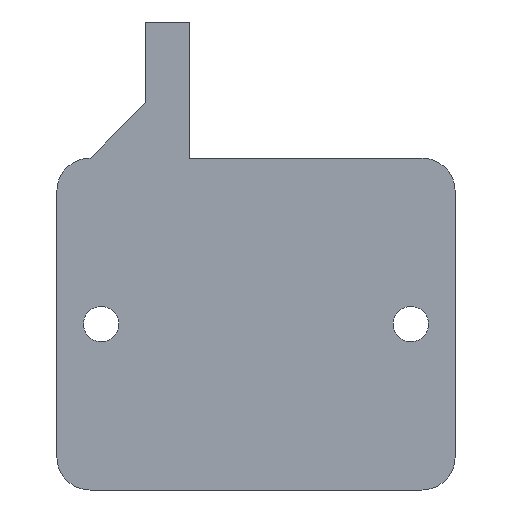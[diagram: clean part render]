
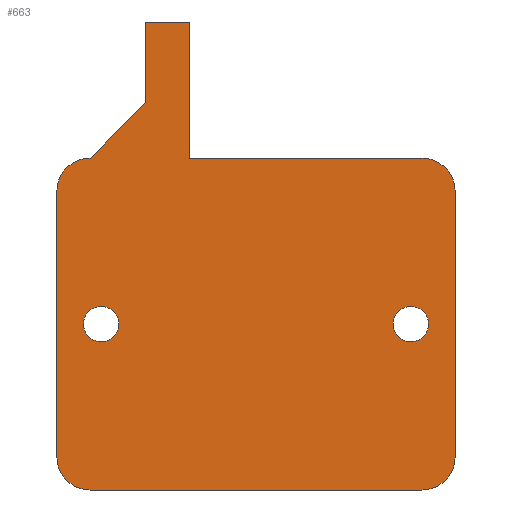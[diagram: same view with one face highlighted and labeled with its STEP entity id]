
A CAD part, left-side view. The second image highlights one B-rep face of the part: STEP entity #663.
In plain terms, the highlighted planar face has unit normal (-1, 0, 0).
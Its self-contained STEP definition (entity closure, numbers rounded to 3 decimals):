
#21=FACE_BOUND('',#222,.T.);
#22=FACE_BOUND('',#223,.T.);
#38=PLANE('',#748);
#50=LINE('',#1012,#105);
#60=LINE('',#1048,#115);
#74=LINE('',#1086,#129);
#80=LINE('',#1104,#135);
#84=LINE('',#1118,#139);
#90=LINE('',#1135,#145);
#91=LINE('',#1138,#146);
#92=LINE('',#1139,#147);
#105=VECTOR('',#810,10.);
#115=VECTOR('',#840,10.);
#129=VECTOR('',#876,10.);
#135=VECTOR('',#898,10.);
#139=VECTOR('',#914,10.);
#145=VECTOR('',#936,10.);
#146=VECTOR('',#939,10.);
#147=VECTOR('',#940,10.);
#180=FACE_OUTER_BOUND('',#221,.T.);
#221=EDGE_LOOP('',(#562,#563,#564,#565,#566,#567,#568,#569,#570,#571,#572,
#573));
#222=EDGE_LOOP('',(#574));
#223=EDGE_LOOP('',(#575));
#238=CIRCLE('',#698,1.6);
#253=CIRCLE('',#723,3.);
#256=CIRCLE('',#729,3.);
#257=CIRCLE('',#731,3.);
#261=CIRCLE('',#738,3.);
#264=CIRCLE('',#746,1.6);
#281=VERTEX_POINT('',#988);
#289=VERTEX_POINT('',#1009);
#290=VERTEX_POINT('',#1011);
#305=VERTEX_POINT('',#1045);
#306=VERTEX_POINT('',#1047);
#314=VERTEX_POINT('',#1073);
#315=VERTEX_POINT('',#1074);
#319=VERTEX_POINT('',#1084);
#320=VERTEX_POINT('',#1094);
#323=VERTEX_POINT('',#1102);
#326=VERTEX_POINT('',#1112);
#327=VERTEX_POINT('',#1117);
#330=VERTEX_POINT('',#1131);
#331=VERTEX_POINT('',#1137);
#344=EDGE_CURVE('',#281,#281,#238,.T.);
#355=EDGE_CURVE('',#290,#289,#50,.T.);
#373=EDGE_CURVE('',#306,#305,#60,.T.);
#386=EDGE_CURVE('',#314,#315,#253,.T.);
#392=EDGE_CURVE('',#314,#319,#74,.T.);
#396=EDGE_CURVE('',#306,#319,#256,.T.);
#397=EDGE_CURVE('',#320,#305,#257,.T.);
#402=EDGE_CURVE('',#320,#323,#80,.T.);
#406=EDGE_CURVE('',#326,#323,#261,.T.);
#409=EDGE_CURVE('',#315,#327,#84,.T.);
#416=EDGE_CURVE('',#330,#330,#264,.T.);
#418=EDGE_CURVE('',#326,#290,#90,.T.);
#419=EDGE_CURVE('',#289,#331,#91,.T.);
#420=EDGE_CURVE('',#331,#327,#92,.T.);
#562=ORIENTED_EDGE('',*,*,#386,.F.);
#563=ORIENTED_EDGE('',*,*,#392,.T.);
#564=ORIENTED_EDGE('',*,*,#396,.F.);
#565=ORIENTED_EDGE('',*,*,#373,.T.);
#566=ORIENTED_EDGE('',*,*,#397,.F.);
#567=ORIENTED_EDGE('',*,*,#402,.T.);
#568=ORIENTED_EDGE('',*,*,#406,.F.);
#569=ORIENTED_EDGE('',*,*,#418,.T.);
#570=ORIENTED_EDGE('',*,*,#355,.T.);
#571=ORIENTED_EDGE('',*,*,#419,.T.);
#572=ORIENTED_EDGE('',*,*,#420,.T.);
#573=ORIENTED_EDGE('',*,*,#409,.F.);
#574=ORIENTED_EDGE('',*,*,#344,.T.);
#575=ORIENTED_EDGE('',*,*,#416,.T.);
#663=ADVANCED_FACE('',(#180,#21,#22),#38,.T.);
#698=AXIS2_PLACEMENT_3D('',#989,#789,#790);
#723=AXIS2_PLACEMENT_3D('',#1075,#866,#867);
#729=AXIS2_PLACEMENT_3D('',#1092,#885,#886);
#731=AXIS2_PLACEMENT_3D('',#1095,#889,#890);
#738=AXIS2_PLACEMENT_3D('',#1113,#908,#909);
#746=AXIS2_PLACEMENT_3D('',#1132,#931,#932);
#748=AXIS2_PLACEMENT_3D('',#1136,#937,#938);
#789=DIRECTION('center_axis',(1.,0.,0.));
#790=DIRECTION('ref_axis',(0.,-1.,0.));
#810=DIRECTION('',(0.,0.,1.));
#840=DIRECTION('',(0.,-1.,0.));
#866=DIRECTION('center_axis',(1.,0.,0.));
#867=DIRECTION('ref_axis',(0.,0.707,0.707));
#876=DIRECTION('',(0.,0.,-1.));
#885=DIRECTION('center_axis',(1.,0.,0.));
#886=DIRECTION('ref_axis',(0.,0.707,-0.707));
#889=DIRECTION('center_axis',(1.,0.,0.));
#890=DIRECTION('ref_axis',(0.,-0.707,-0.707));
#898=DIRECTION('',(0.,0.,1.));
#908=DIRECTION('center_axis',(1.,0.,0.));
#909=DIRECTION('ref_axis',(0.,-0.707,0.707));
#914=DIRECTION('',(0.,-0.707,0.707));
#931=DIRECTION('center_axis',(1.,0.,0.));
#932=DIRECTION('ref_axis',(0.,-1.,0.));
#936=DIRECTION('',(0.,1.,0.));
#937=DIRECTION('center_axis',(-1.,0.,0.));
#938=DIRECTION('ref_axis',(0.,-1.,0.));
#939=DIRECTION('',(0.,1.,0.));
#940=DIRECTION('',(0.,0.,-1.));
#988=CARTESIAN_POINT('',(-5.,9.6,15.));
#989=CARTESIAN_POINT('Origin',(-5.,8.,15.));
#1009=CARTESIAN_POINT('',(-5.,0.,42.3));
#1011=CARTESIAN_POINT('',(-5.,0.,30.));
#1012=CARTESIAN_POINT('',(-5.,0.,0.));
#1045=CARTESIAN_POINT('',(-5.,-21.,0.));
#1047=CARTESIAN_POINT('',(-5.,9.,0.));
#1048=CARTESIAN_POINT('',(-5.,12.,0.));
#1073=CARTESIAN_POINT('',(-5.,12.,27.));
#1074=CARTESIAN_POINT('',(-5.,9.,30.));
#1075=CARTESIAN_POINT('Origin',(-5.,9.,27.));
#1084=CARTESIAN_POINT('',(-5.,12.,3.));
#1086=CARTESIAN_POINT('',(-5.,12.,30.));
#1092=CARTESIAN_POINT('Origin',(-5.,9.,3.));
#1094=CARTESIAN_POINT('',(-5.,-24.,3.));
#1095=CARTESIAN_POINT('Origin',(-5.,-21.,3.));
#1102=CARTESIAN_POINT('',(-5.,-24.,27.));
#1104=CARTESIAN_POINT('',(-5.,-24.,0.));
#1112=CARTESIAN_POINT('',(-5.,-21.,30.));
#1113=CARTESIAN_POINT('Origin',(-5.,-21.,27.));
#1117=CARTESIAN_POINT('',(-5.,4.,35.));
#1118=CARTESIAN_POINT('',(-5.,6.213,32.788));
#1131=CARTESIAN_POINT('',(-5.,-18.4,15.));
#1132=CARTESIAN_POINT('Origin',(-5.,-20.,15.));
#1135=CARTESIAN_POINT('',(-5.,-24.,30.));
#1136=CARTESIAN_POINT('Origin',(-5.,-6.,21.15));
#1137=CARTESIAN_POINT('',(-5.,4.,42.3));
#1138=CARTESIAN_POINT('',(-5.,0.,42.3));
#1139=CARTESIAN_POINT('',(-5.,4.,42.3));
